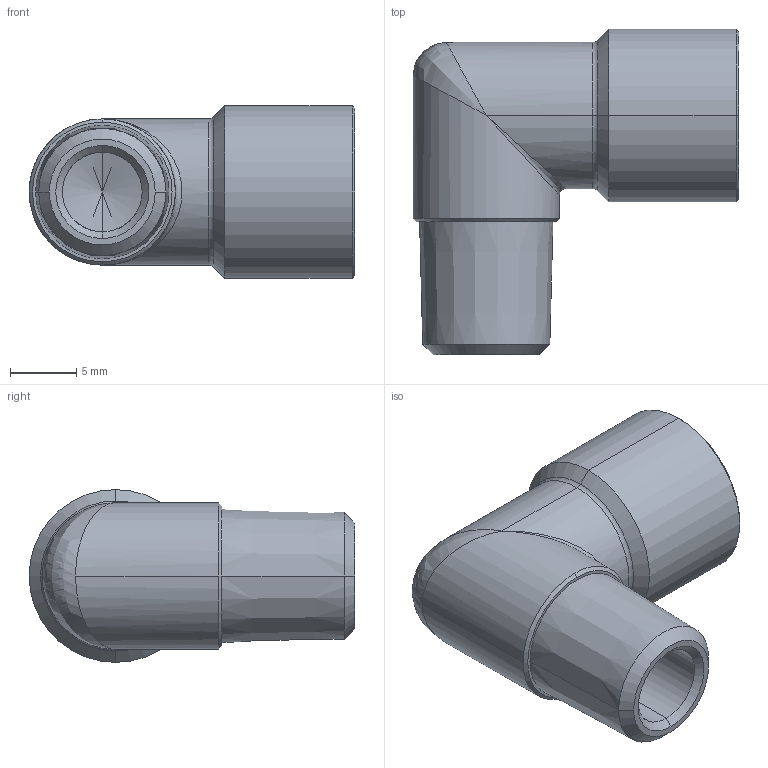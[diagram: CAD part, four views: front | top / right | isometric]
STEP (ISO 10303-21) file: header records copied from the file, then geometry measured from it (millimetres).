
FILE_DESCRIPTION (( 'STEP AP203' ), '1' );
FILE_NAME ('X5120001.STEP', '2011-10-25T06:37:22', ( 'SP' ), ( 'sopra-pneumatic' ), 'SwSTEP 2.0', 'SolidWorks 2011', '' );
FILE_SCHEMA (( 'CONFIG_CONTROL_DESIGN' ));
Length unit declared in the file: millimetre
Products named in the file (1): X5120001
Bounding box: 24.5 x 24.5 x 13 mm (x, y, z)
Volume: 2207 mm3; surface area: 2248.2 mm2
Topology: 1 solids, 1 shells, 41 faces, 92 edges, 48 vertices
Faces by surface type: cone 20, cylinder 14, plane 3, torus 2, bspline 2
Entity records: 1473 total; most frequent: CARTESIAN_POINT 534, DIRECTION 194, ORIENTED_EDGE 168, EDGE_CURVE 84, AXIS2_PLACEMENT_3D 80, VERTEX_POINT 48, EDGE_LOOP 46, ADVANCED_FACE 41
